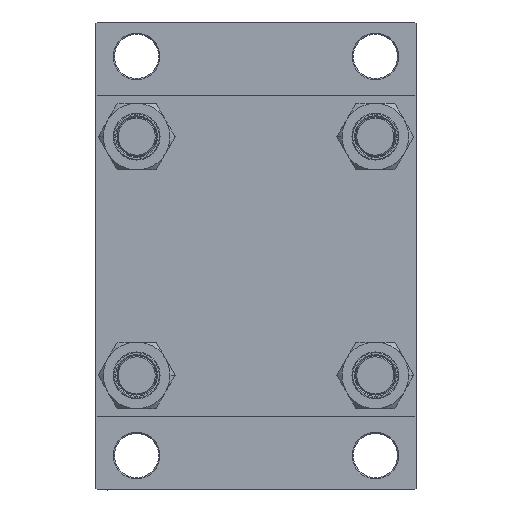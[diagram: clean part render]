
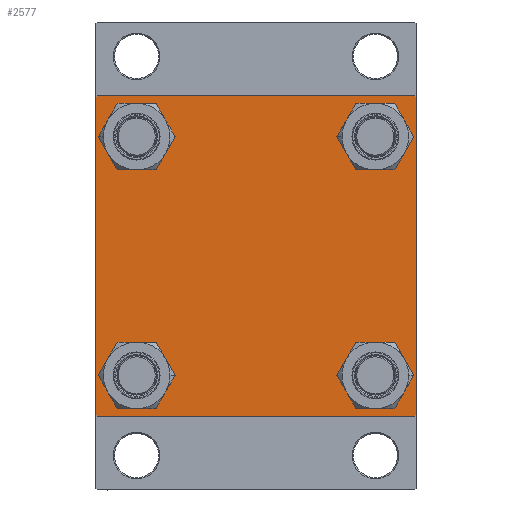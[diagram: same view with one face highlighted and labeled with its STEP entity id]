
A CAD part, left-side view. The second image highlights one B-rep face of the part: STEP entity #2577.
In plain terms, the highlighted planar face has unit normal (-1, 0, 0).
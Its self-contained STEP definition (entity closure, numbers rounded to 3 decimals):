
#363 = FACE_BOUND ( 'NONE', #33509, .T. ) ;
#845 = FACE_BOUND ( 'NONE', #14485, .T. ) ;
#1093 = VERTEX_POINT ( 'NONE', #46676 ) ;
#1495 = VERTEX_POINT ( 'NONE', #11069 ) ;
#2033 = VECTOR ( 'NONE', #36372, 1000. ) ;
#2528 = LINE ( 'NONE', #24278, #31478 ) ;
#2536 = CARTESIAN_POINT ( 'NONE',  ( 0., -48.45, -56.95 ) ) ;
#2577 = ADVANCED_FACE ( 'NONE', ( #22118, #363, #845, #33685, #11733 ), #29597, .T. ) ;
#3852 = VECTOR ( 'NONE', #47503, 1000. ) ;
#4606 = AXIS2_PLACEMENT_3D ( 'NONE', #18510, #26457, #40471 ) ;
#4753 = CARTESIAN_POINT ( 'NONE',  ( 0., -48.45, 48.45 ) ) ;
#5467 = DIRECTION ( 'NONE',  ( 0., 0., 1. ) ) ;
#5594 = CARTESIAN_POINT ( 'NONE',  ( 0., 48.45, -48.45 ) ) ;
#5826 = DIRECTION ( 'NONE',  ( 0., 0., 1. ) ) ;
#5902 = DIRECTION ( 'NONE',  ( 0., 0., -1. ) ) ;
#5991 = ORIENTED_EDGE ( 'NONE', *, *, #14796, .T. ) ;
#6825 = VECTOR ( 'NONE', #18889, 1000. ) ;
#6944 = CARTESIAN_POINT ( 'NONE',  ( 0., 64.75, -64.75 ) ) ;
#7503 = VERTEX_POINT ( 'NONE', #39702 ) ;
#7680 = DIRECTION ( 'NONE',  ( 1., 0., 0. ) ) ;
#7850 = AXIS2_PLACEMENT_3D ( 'NONE', #26958, #31074, #5467 ) ;
#7961 = VERTEX_POINT ( 'NONE', #29220 ) ;
#8004 = DIRECTION ( 'NONE',  ( 0., 0., -1. ) ) ;
#8006 = LINE ( 'NONE', #26120, #6825 ) ;
#8680 = EDGE_LOOP ( 'NONE', ( #22342, #46148, #27767, #36671, #18217, #40418, #43834, #5991 ) ) ;
#9175 = EDGE_CURVE ( 'NONE', #1093, #7961, #37336, .T. ) ;
#9343 = EDGE_CURVE ( 'NONE', #20834, #45878, #19638, .T. ) ;
#9478 = VERTEX_POINT ( 'NONE', #12656 ) ;
#9657 = VERTEX_POINT ( 'NONE', #9902 ) ;
#9902 = CARTESIAN_POINT ( 'NONE',  ( 0., -48.45, -39.95 ) ) ;
#10371 = DIRECTION ( 'NONE',  ( 0., 0., 1. ) ) ;
#10598 = DIRECTION ( 'NONE',  ( 1., 0., 0. ) ) ;
#11069 = CARTESIAN_POINT ( 'NONE',  ( 0., -48.45, 39.95 ) ) ;
#11629 = LINE ( 'NONE', #26361, #13575 ) ;
#11666 = AXIS2_PLACEMENT_3D ( 'NONE', #5594, #17201, #5826 ) ;
#11733 = FACE_OUTER_BOUND ( 'NONE', #8680, .T. ) ;
#12019 = VERTEX_POINT ( 'NONE', #45737 ) ;
#12211 = AXIS2_PLACEMENT_3D ( 'NONE', #15795, #30274, #30516 ) ;
#12256 = EDGE_CURVE ( 'NONE', #9478, #39582, #11629, .T. ) ;
#12496 = DIRECTION ( 'NONE',  ( 1., 0., 0. ) ) ;
#12656 = CARTESIAN_POINT ( 'NONE',  ( 0., -65., 64.5 ) ) ;
#12806 = VERTEX_POINT ( 'NONE', #14850 ) ;
#13204 = VERTEX_POINT ( 'NONE', #26838 ) ;
#13368 = CARTESIAN_POINT ( 'NONE',  ( 0., 65., 65. ) ) ;
#13575 = VECTOR ( 'NONE', #8004, 1000. ) ;
#13773 = ORIENTED_EDGE ( 'NONE', *, *, #9175, .T. ) ;
#13954 = ORIENTED_EDGE ( 'NONE', *, *, #31100, .T. ) ;
#14485 = EDGE_LOOP ( 'NONE', ( #15050, #38090 ) ) ;
#14574 = EDGE_CURVE ( 'NONE', #39556, #1495, #30580, .T. ) ;
#14796 = EDGE_CURVE ( 'NONE', #40621, #12019, #24810, .T. ) ;
#14850 = CARTESIAN_POINT ( 'NONE',  ( 0., -64.5, -65. ) ) ;
#14853 = EDGE_CURVE ( 'NONE', #9478, #35969, #45028, .T. ) ;
#15050 = ORIENTED_EDGE ( 'NONE', *, *, #43861, .T. ) ;
#15146 = DIRECTION ( 'NONE',  ( 0., 0., 1. ) ) ;
#15795 = CARTESIAN_POINT ( 'NONE',  ( 0., -48.45, 48.45 ) ) ;
#16060 = CIRCLE ( 'NONE', #12211, 8.5 ) ;
#16305 = CARTESIAN_POINT ( 'NONE',  ( 0., 48.45, -56.95 ) ) ;
#16539 = AXIS2_PLACEMENT_3D ( 'NONE', #20702, #12496, #24329 ) ;
#16677 = DIRECTION ( 'NONE',  ( 0., 0., 1. ) ) ;
#17201 = DIRECTION ( 'NONE',  ( 1., 0., 0. ) ) ;
#17239 = DIRECTION ( 'NONE',  ( 0., -1., 0. ) ) ;
#18217 = ORIENTED_EDGE ( 'NONE', *, *, #12256, .F. ) ;
#18510 = CARTESIAN_POINT ( 'NONE',  ( 0., 0., 0. ) ) ;
#18889 = DIRECTION ( 'NONE',  ( 0., -1., 0. ) ) ;
#18972 = EDGE_CURVE ( 'NONE', #35051, #9657, #19947, .T. ) ;
#19638 = CIRCLE ( 'NONE', #16539, 8.5 ) ;
#19947 = CIRCLE ( 'NONE', #46925, 8.5 ) ;
#20205 = CARTESIAN_POINT ( 'NONE',  ( 0., -48.45, 56.95 ) ) ;
#20252 = CIRCLE ( 'NONE', #22548, 8.5 ) ;
#20702 = CARTESIAN_POINT ( 'NONE',  ( 0., 48.45, -48.45 ) ) ;
#20834 = VERTEX_POINT ( 'NONE', #16305 ) ;
#20866 = VECTOR ( 'NONE', #41310, 1000. ) ;
#22103 = VECTOR ( 'NONE', #22347, 1000. ) ;
#22118 = FACE_BOUND ( 'NONE', #31538, .T. ) ;
#22342 = ORIENTED_EDGE ( 'NONE', *, *, #22479, .T. ) ;
#22347 = DIRECTION ( 'NONE',  ( 0., 0.707, 0.707 ) ) ;
#22479 = EDGE_CURVE ( 'NONE', #12019, #7503, #2528, .T. ) ;
#22548 = AXIS2_PLACEMENT_3D ( 'NONE', #40532, #7680, #36903 ) ;
#23813 = CARTESIAN_POINT ( 'NONE',  ( 0., -65., -64.5 ) ) ;
#24072 = EDGE_CURVE ( 'NONE', #13204, #12806, #8006, .T. ) ;
#24278 = CARTESIAN_POINT ( 'NONE',  ( 0., 65., 65. ) ) ;
#24329 = DIRECTION ( 'NONE',  ( 0., 0., 1. ) ) ;
#24411 = CARTESIAN_POINT ( 'NONE',  ( 0., -48.45, -48.45 ) ) ;
#24734 = ORIENTED_EDGE ( 'NONE', *, *, #18972, .T. ) ;
#24810 = LINE ( 'NONE', #43387, #2033 ) ;
#26120 = CARTESIAN_POINT ( 'NONE',  ( 0., 65., -65. ) ) ;
#26361 = CARTESIAN_POINT ( 'NONE',  ( 0., -65., 65. ) ) ;
#26457 = DIRECTION ( 'NONE',  ( -1., 0., 0. ) ) ;
#26838 = CARTESIAN_POINT ( 'NONE',  ( 0., 64.5, -65. ) ) ;
#26958 = CARTESIAN_POINT ( 'NONE',  ( 0., 48.45, 48.45 ) ) ;
#27728 = LINE ( 'NONE', #34741, #20866 ) ;
#27767 = ORIENTED_EDGE ( 'NONE', *, *, #24072, .T. ) ;
#28693 = CIRCLE ( 'NONE', #7850, 8.5 ) ;
#29220 = CARTESIAN_POINT ( 'NONE',  ( 0., 48.45, 39.95 ) ) ;
#29597 = PLANE ( 'NONE',  #4606 ) ;
#30274 = DIRECTION ( 'NONE',  ( 1., 0., 0. ) ) ;
#30516 = DIRECTION ( 'NONE',  ( 0., 0., 1. ) ) ;
#30580 = CIRCLE ( 'NONE', #45214, 8.5 ) ;
#31074 = DIRECTION ( 'NONE',  ( 1., 0., 0. ) ) ;
#31100 = EDGE_CURVE ( 'NONE', #7961, #1093, #28693, .T. ) ;
#31230 = ORIENTED_EDGE ( 'NONE', *, *, #36112, .T. ) ;
#31396 = DIRECTION ( 'NONE',  ( 1., 0., 0. ) ) ;
#31478 = VECTOR ( 'NONE', #5902, 1000. ) ;
#31538 = EDGE_LOOP ( 'NONE', ( #37504, #31230 ) ) ;
#32246 = EDGE_CURVE ( 'NONE', #9657, #35051, #20252, .T. ) ;
#32469 = EDGE_LOOP ( 'NONE', ( #13773, #13954 ) ) ;
#32504 = CIRCLE ( 'NONE', #11666, 8.5 ) ;
#33509 = EDGE_LOOP ( 'NONE', ( #47728, #24734 ) ) ;
#33685 = FACE_BOUND ( 'NONE', #32469, .T. ) ;
#33974 = DIRECTION ( 'NONE',  ( 1., 0., 0. ) ) ;
#34741 = CARTESIAN_POINT ( 'NONE',  ( 0., -64.75, -64.75 ) ) ;
#35051 = VERTEX_POINT ( 'NONE', #2536 ) ;
#35708 = CARTESIAN_POINT ( 'NONE',  ( 0., 64.5, 65. ) ) ;
#35730 = CARTESIAN_POINT ( 'NONE',  ( 0., 48.45, 48.45 ) ) ;
#35969 = VERTEX_POINT ( 'NONE', #44515 ) ;
#36112 = EDGE_CURVE ( 'NONE', #1495, #39556, #16060, .T. ) ;
#36372 = DIRECTION ( 'NONE',  ( 0., 0.707, -0.707 ) ) ;
#36412 = LINE ( 'NONE', #6944, #3852 ) ;
#36671 = ORIENTED_EDGE ( 'NONE', *, *, #40200, .T. ) ;
#36903 = DIRECTION ( 'NONE',  ( 0., 0., 1. ) ) ;
#37336 = CIRCLE ( 'NONE', #42001, 8.5 ) ;
#37504 = ORIENTED_EDGE ( 'NONE', *, *, #14574, .T. ) ;
#37668 = CARTESIAN_POINT ( 'NONE',  ( 0., 48.45, -39.95 ) ) ;
#38090 = ORIENTED_EDGE ( 'NONE', *, *, #9343, .T. ) ;
#38666 = VECTOR ( 'NONE', #17239, 1000. ) ;
#39556 = VERTEX_POINT ( 'NONE', #20205 ) ;
#39582 = VERTEX_POINT ( 'NONE', #23813 ) ;
#39702 = CARTESIAN_POINT ( 'NONE',  ( 0., 65., -64.5 ) ) ;
#40200 = EDGE_CURVE ( 'NONE', #12806, #39582, #27728, .T. ) ;
#40418 = ORIENTED_EDGE ( 'NONE', *, *, #14853, .T. ) ;
#40471 = DIRECTION ( 'NONE',  ( 0., 0., 1. ) ) ;
#40532 = CARTESIAN_POINT ( 'NONE',  ( 0., -48.45, -48.45 ) ) ;
#40621 = VERTEX_POINT ( 'NONE', #35708 ) ;
#40650 = EDGE_CURVE ( 'NONE', #7503, #13204, #36412, .T. ) ;
#40692 = CARTESIAN_POINT ( 'NONE',  ( 0., -64.75, 64.75 ) ) ;
#41310 = DIRECTION ( 'NONE',  ( 0., -0.707, 0.707 ) ) ;
#42001 = AXIS2_PLACEMENT_3D ( 'NONE', #35730, #10598, #10371 ) ;
#43387 = CARTESIAN_POINT ( 'NONE',  ( 0., 64.75, 64.75 ) ) ;
#43834 = ORIENTED_EDGE ( 'NONE', *, *, #46620, .F. ) ;
#43861 = EDGE_CURVE ( 'NONE', #45878, #20834, #32504, .T. ) ;
#44515 = CARTESIAN_POINT ( 'NONE',  ( 0., -64.5, 65. ) ) ;
#45028 = LINE ( 'NONE', #40692, #22103 ) ;
#45214 = AXIS2_PLACEMENT_3D ( 'NONE', #4753, #33974, #15146 ) ;
#45737 = CARTESIAN_POINT ( 'NONE',  ( 0., 65., 64.5 ) ) ;
#45878 = VERTEX_POINT ( 'NONE', #37668 ) ;
#46148 = ORIENTED_EDGE ( 'NONE', *, *, #40650, .T. ) ;
#46620 = EDGE_CURVE ( 'NONE', #40621, #35969, #46909, .T. ) ;
#46676 = CARTESIAN_POINT ( 'NONE',  ( 0., 48.45, 56.95 ) ) ;
#46909 = LINE ( 'NONE', #13368, #38666 ) ;
#46925 = AXIS2_PLACEMENT_3D ( 'NONE', #24411, #31396, #16677 ) ;
#47503 = DIRECTION ( 'NONE',  ( 0., -0.707, -0.707 ) ) ;
#47728 = ORIENTED_EDGE ( 'NONE', *, *, #32246, .T. ) ;
